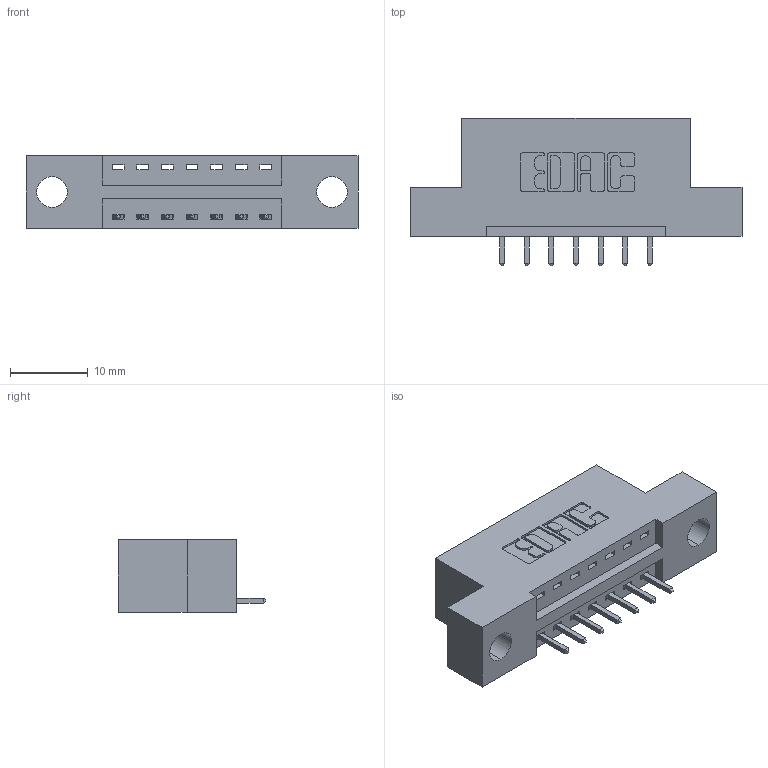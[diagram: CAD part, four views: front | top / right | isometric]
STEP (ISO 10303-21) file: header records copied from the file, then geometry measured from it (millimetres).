
FILE_DESCRIPTION (( 'STEP AP203' ), '1' );
FILE_NAME ('396-007-521-104.STEP', '2022-05-17T05:05:37', ( '' ), ( '' ), 'SwSTEP 2.0', 'SolidWorks 2020', '' );
FILE_SCHEMA (( 'CONFIG_CONTROL_DESIGN' ));
Length unit declared in the file: inch
Products named in the file (3): 396-007-521-104; 346 Part_Flush Mounting Lugs - 0.156 Dia-TH; 345-292-001_345-293-121
Assembly tree (8 placements, depth 2):
  396-007-521-104
    346 Part_Flush Mounting Lugs - 0.156 Dia-TH
    345-292-001_345-293-121  x7
Bounding box: 42.8 x 19.05 x 9.4 mm (x, y, z)
Volume: 3729.8 mm3; surface area: 4042.1 mm2
Topology: 8 solids, 8 shells, 542 faces, 1597 edges, 1054 vertices
Faces by surface type: plane 370, cylinder 172
Entity records: 9493 total; most frequent: CARTESIAN_POINT 1647, ORIENTED_EDGE 1586, DIRECTION 1495, EDGE_CURVE 793, VECTOR 633, LINE 633, VERTEX_POINT 526, AXIS2_PLACEMENT_3D 431
